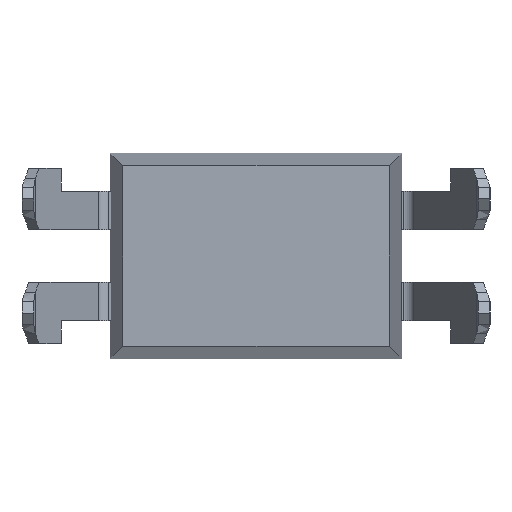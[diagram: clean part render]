
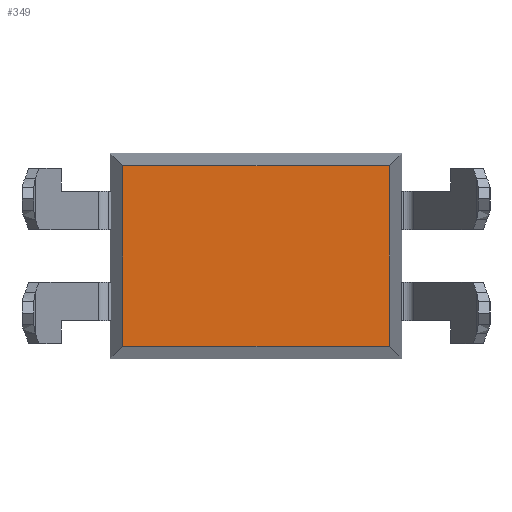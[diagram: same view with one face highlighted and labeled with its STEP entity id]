
A CAD part, front view. The second image highlights one B-rep face of the part: STEP entity #349.
In plain terms, the highlighted planar face has unit normal (0, -1, 0).
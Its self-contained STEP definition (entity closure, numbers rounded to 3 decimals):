
#86 = VERTEX_POINT ( 'NONE', #3939 ) ;
#349 = ADVANCED_FACE ( 'NONE', ( #2155 ), #943, .T. ) ;
#365 = ORIENTED_EDGE ( 'NONE', *, *, #1221, .T. ) ;
#437 = CARTESIAN_POINT ( 'NONE',  ( -2.973, -1.75, -2.013 ) ) ;
#459 = VERTEX_POINT ( 'NONE', #3465 ) ;
#486 = CARTESIAN_POINT ( 'NONE',  ( -3.25, -1.75, -2.013 ) ) ;
#943 = PLANE ( 'NONE',  #1211 ) ;
#1005 = DIRECTION ( 'NONE',  ( -1., 0., 0. ) ) ;
#1211 = AXIS2_PLACEMENT_3D ( 'NONE', #1952, #3735, #1981 ) ;
#1221 = EDGE_CURVE ( 'NONE', #4122, #86, #2599, .T. ) ;
#1248 = LINE ( 'NONE', #4518, #3388 ) ;
#1401 = ORIENTED_EDGE ( 'NONE', *, *, #1864, .T. ) ;
#1477 = EDGE_CURVE ( 'NONE', #2877, #459, #1248, .T. ) ;
#1531 = CARTESIAN_POINT ( 'NONE',  ( 2.973, -1.75, 2.013 ) ) ;
#1535 = DIRECTION ( 'NONE',  ( 1., 0., 0. ) ) ;
#1864 = EDGE_CURVE ( 'NONE', #459, #4122, #2398, .T. ) ;
#1952 = CARTESIAN_POINT ( 'NONE',  ( 0., -1.75, 0. ) ) ;
#1981 = DIRECTION ( 'NONE',  ( 0., 0., -1. ) ) ;
#2155 = FACE_OUTER_BOUND ( 'NONE', #4540, .T. ) ;
#2398 = LINE ( 'NONE', #2415, #2670 ) ;
#2415 = CARTESIAN_POINT ( 'NONE',  ( -2.973, -1.75, 2.29 ) ) ;
#2432 = EDGE_CURVE ( 'NONE', #86, #2877, #3547, .T. ) ;
#2599 = LINE ( 'NONE', #486, #4469 ) ;
#2670 = VECTOR ( 'NONE', #3077, 1000. ) ;
#2877 = VERTEX_POINT ( 'NONE', #1531 ) ;
#3036 = ORIENTED_EDGE ( 'NONE', *, *, #2432, .T. ) ;
#3077 = DIRECTION ( 'NONE',  ( 0., 0., -1. ) ) ;
#3220 = ORIENTED_EDGE ( 'NONE', *, *, #1477, .T. ) ;
#3314 = VECTOR ( 'NONE', #4423, 1000. ) ;
#3388 = VECTOR ( 'NONE', #1005, 1000. ) ;
#3465 = CARTESIAN_POINT ( 'NONE',  ( -2.973, -1.75, 2.013 ) ) ;
#3547 = LINE ( 'NONE', #4094, #3314 ) ;
#3735 = DIRECTION ( 'NONE',  ( 0., -1., 0. ) ) ;
#3939 = CARTESIAN_POINT ( 'NONE',  ( 2.973, -1.75, -2.013 ) ) ;
#4094 = CARTESIAN_POINT ( 'NONE',  ( 2.973, -1.75, -2.29 ) ) ;
#4122 = VERTEX_POINT ( 'NONE', #437 ) ;
#4423 = DIRECTION ( 'NONE',  ( 0., 0., 1. ) ) ;
#4469 = VECTOR ( 'NONE', #1535, 1000. ) ;
#4518 = CARTESIAN_POINT ( 'NONE',  ( 3.25, -1.75, 2.013 ) ) ;
#4540 = EDGE_LOOP ( 'NONE', ( #3220, #1401, #365, #3036 ) ) ;
